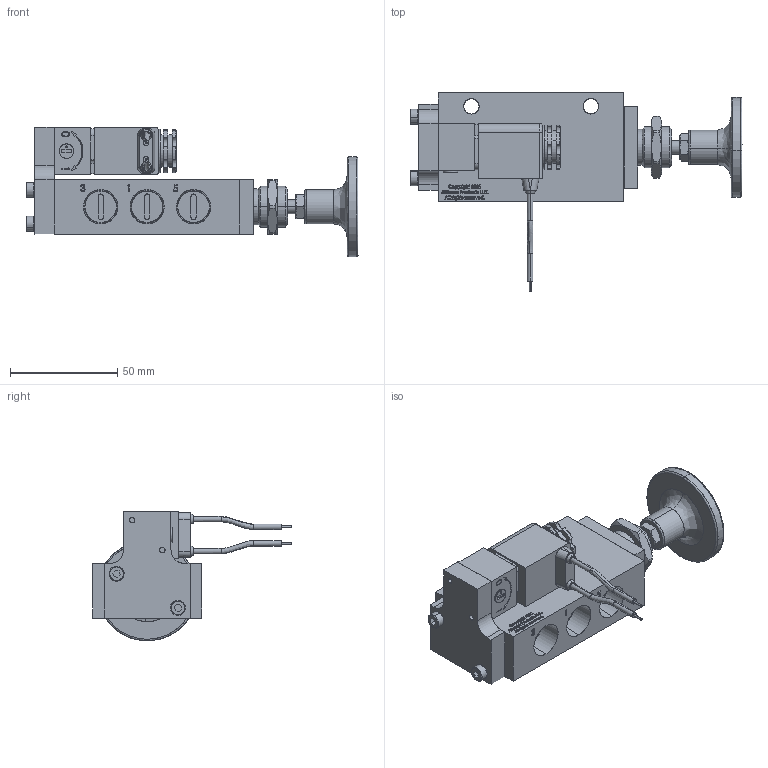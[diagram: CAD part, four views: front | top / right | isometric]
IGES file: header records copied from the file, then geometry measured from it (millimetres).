
Start section: SolidWorks IGES file using analytic representation for surfaces
Global section: file name: V380110114-DAL-VALVE-.38-NPT-5-2-SOL-PP-12DC.IGS; native system: SolidWorks 2018; preprocessor: SolidWorks 2018; author: engremote3; date: 210730.082329; units: inch
Bounding box: 154.45 x 92.42 x 60.24 mm (x, y, z)
Surface area: 38798.3 mm2 (no closed solid volume)
Topology: 0 solids, 0 shells, 1913 faces, 21842 edges, 21842 vertices
Faces by surface type: bspline 1631, revolution 282
